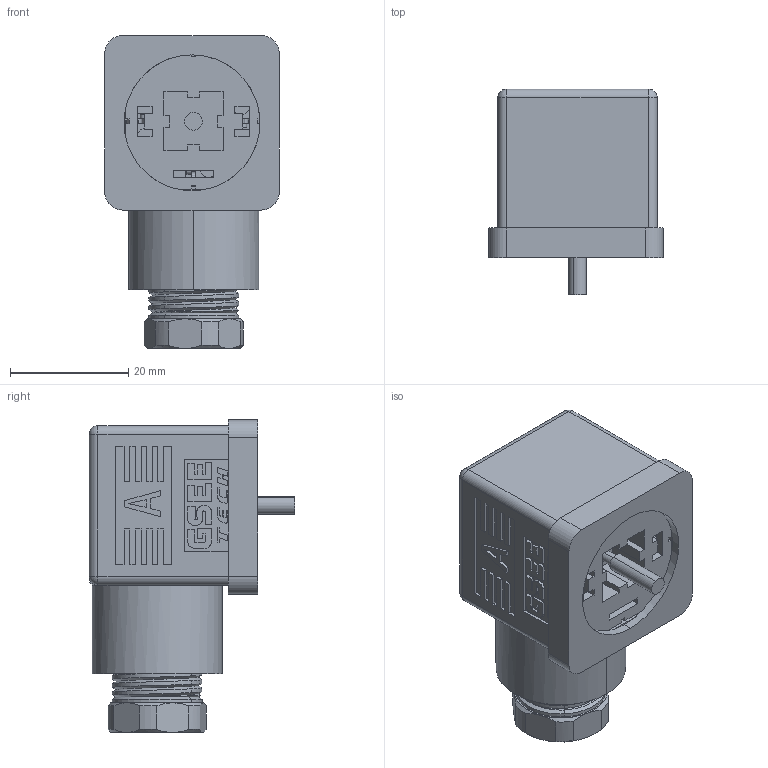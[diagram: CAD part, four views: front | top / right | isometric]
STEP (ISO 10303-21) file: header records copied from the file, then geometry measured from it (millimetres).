
FILE_DESCRIPTION(/* description */ (''),/* implementation_level */ '2;1');
FILE_NAME(/* name */ 'FW-VA21-x-PG9_for market.stp',/* time_stamp */ '2020-04-17T15:15:41+08:00',/* author */ (''),/* organization */ (''),/* preprocessor_version */ 'ST-DEVELOPER v15',/* originating_system */ 'SIEMENS PLM Software NX 9.0',/* authorisation */ '');
FILE_SCHEMA (('AP203_CONFIGURATION_CONTROLLED_3D_DESIGN_OF_MECHANICAL_PARTS_AND_ASSEMBLIES_MIM_LF { 1 0 10303 403 2 1 2}'));
Length unit declared in the file: millimetre
Products named in the file (1): DELL1A6C23BEx2qr
Bounding box: 29.5 x 34.8 x 52.9 mm (x, y, z)
Volume: 17176.5 mm3; surface area: 16304.5 mm2
Topology: 1 solids, 4 shells, 917 faces, 2557 edges, 1653 vertices
Faces by surface type: plane 627, cylinder 163, bspline 89, cone 27, sphere 7, torus 4
Entity records: 30354 total; most frequent: CARTESIAN_POINT 7236, ORIENTED_EDGE 5100, DIRECTION 4300, EDGE_CURVE 2550, LINE 1916, VECTOR 1916, VERTEX_POINT 1653, AXIS2_PLACEMENT_3D 1192
